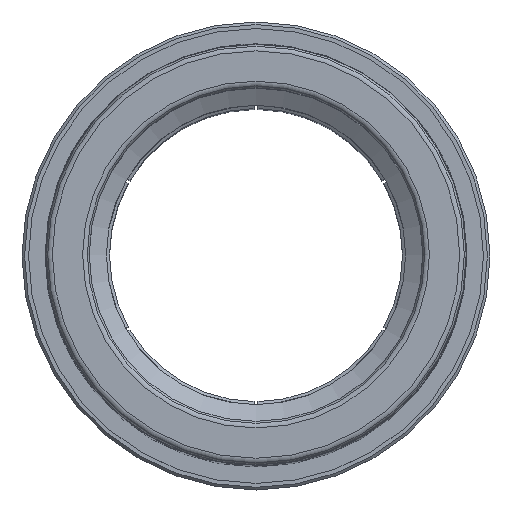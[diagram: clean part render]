
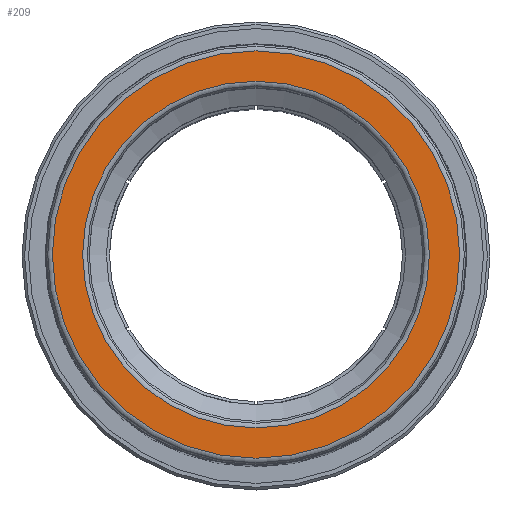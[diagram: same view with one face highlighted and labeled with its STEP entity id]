
A CAD part, top view. The second image highlights one B-rep face of the part: STEP entity #209.
In plain terms, the highlighted planar face has unit normal (0, 0, 1).
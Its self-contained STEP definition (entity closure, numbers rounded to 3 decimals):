
#72=FACE_BOUND('',#348,.T.);
#73=FACE_BOUND('',#349,.T.);
#173=PLANE('',#1531);
#209=ADVANCED_FACE('',(#72,#73),#173,.F.);
#348=EDGE_LOOP('',(#783));
#349=EDGE_LOOP('',(#784));
#783=ORIENTED_EDGE('',*,*,#1301,.T.);
#784=ORIENTED_EDGE('',*,*,#1302,.T.);
#1131=VERTEX_POINT('',#2644);
#1132=VERTEX_POINT('',#2646);
#1301=EDGE_CURVE('',#1131,#1131,#1423,.T.);
#1302=EDGE_CURVE('',#1132,#1132,#1424,.T.);
#1423=CIRCLE('',#1529,13.15);
#1424=CIRCLE('',#1530,15.45);
#1529=AXIS2_PLACEMENT_3D('',#2643,#1769,#1770);
#1530=AXIS2_PLACEMENT_3D('',#2645,#1771,#1772);
#1531=AXIS2_PLACEMENT_3D('',#2647,#1773,#1774);
#1769=DIRECTION('',(0.,0.,-1.));
#1770=DIRECTION('',(0.,1.,0.));
#1771=DIRECTION('',(0.,0.,1.));
#1772=DIRECTION('',(-1.,0.,0.));
#1773=DIRECTION('',(0.,0.,-1.));
#1774=DIRECTION('',(1.,0.,0.));
#2643=CARTESIAN_POINT('',(0.,0.,60.5));
#2644=CARTESIAN_POINT('',(0.,13.15,60.5));
#2645=CARTESIAN_POINT('',(0.,0.,60.5));
#2646=CARTESIAN_POINT('',(-15.45,0.,60.5));
#2647=CARTESIAN_POINT('',(0.,0.,60.5));
